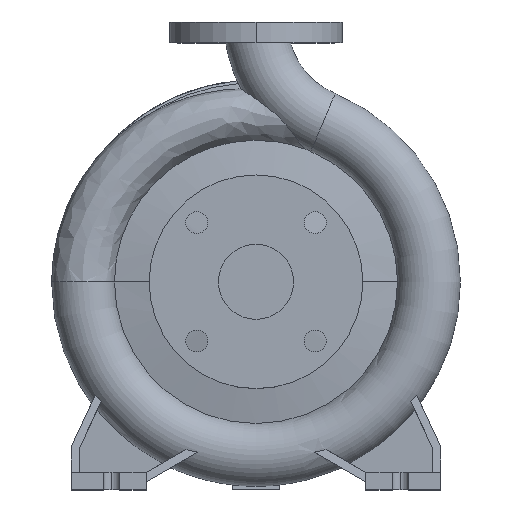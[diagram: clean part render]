
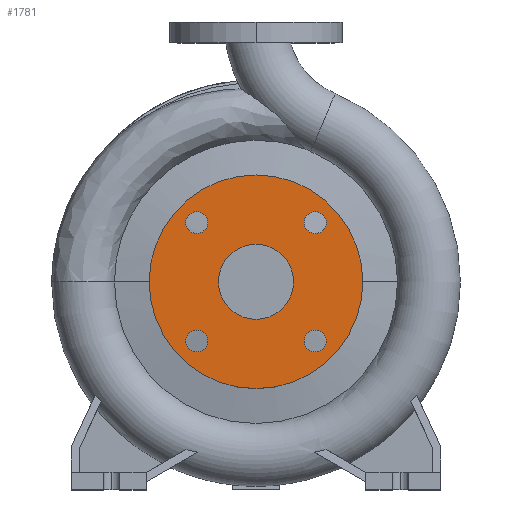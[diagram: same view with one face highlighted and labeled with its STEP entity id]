
A CAD part, top view. The second image highlights one B-rep face of the part: STEP entity #1781.
In plain terms, the highlighted planar face has unit normal (0, 0, 1).
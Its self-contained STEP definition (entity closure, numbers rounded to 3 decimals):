
#14 = CIRCLE ( 'NONE', #1588, 9.5 ) ;
#30 = CARTESIAN_POINT ( 'NONE',  ( 51.265, 51.265, 100. ) ) ;
#320 = VERTEX_POINT ( 'NONE', #10674 ) ;
#369 = DIRECTION ( 'NONE',  ( 1., 0., 0. ) ) ;
#477 = DIRECTION ( 'NONE',  ( 1., 0., 0. ) ) ;
#739 = DIRECTION ( 'NONE',  ( 1., 0., 0. ) ) ;
#1012 = AXIS2_PLACEMENT_3D ( 'NONE', #3772, #4900, #369 ) ;
#1096 = CARTESIAN_POINT ( 'NONE',  ( 0., 0., 100. ) ) ;
#1151 = FACE_BOUND ( 'NONE', #10125, .T. ) ;
#1214 = ORIENTED_EDGE ( 'NONE', *, *, #13471, .F. ) ;
#1418 = DIRECTION ( 'NONE',  ( 1., 0., 0. ) ) ;
#1588 = AXIS2_PLACEMENT_3D ( 'NONE', #1872, #3084, #739 ) ;
#1754 = VERTEX_POINT ( 'NONE', #12435 ) ;
#1781 = ADVANCED_FACE ( 'NONE', ( #8396, #6278, #10917, #9526, #13831, #1151 ), #13100, .F. ) ;
#1811 = CARTESIAN_POINT ( 'NONE',  ( 92.5, 0., 100. ) ) ;
#1833 = CIRCLE ( 'NONE', #7933, 92.5 ) ;
#1872 = CARTESIAN_POINT ( 'NONE',  ( -51.265, -51.265, 100. ) ) ;
#1916 = CIRCLE ( 'NONE', #3736, 9.5 ) ;
#2118 = VERTEX_POINT ( 'NONE', #4062 ) ;
#2300 = EDGE_CURVE ( 'NONE', #6967, #4001, #11850, .T. ) ;
#2319 = AXIS2_PLACEMENT_3D ( 'NONE', #9105, #13488, #5795 ) ;
#2588 = CIRCLE ( 'NONE', #10714, 9.5 ) ;
#2776 = AXIS2_PLACEMENT_3D ( 'NONE', #30, #11921, #4226 ) ;
#3019 = CARTESIAN_POINT ( 'NONE',  ( -60.765, -51.265, 100. ) ) ;
#3084 = DIRECTION ( 'NONE',  ( 0., 0., 1. ) ) ;
#3499 = CARTESIAN_POINT ( 'NONE',  ( 0., 92.5, 100. ) ) ;
#3733 = DIRECTION ( 'NONE',  ( 1., 0., 0. ) ) ;
#3736 = AXIS2_PLACEMENT_3D ( 'NONE', #8235, #12549, #7172 ) ;
#3762 = ORIENTED_EDGE ( 'NONE', *, *, #12682, .T. ) ;
#3772 = CARTESIAN_POINT ( 'NONE',  ( 0., 0., 100. ) ) ;
#3775 = AXIS2_PLACEMENT_3D ( 'NONE', #11106, #6869, #1418 ) ;
#3805 = CARTESIAN_POINT ( 'NONE',  ( 51.265, -51.265, 100. ) ) ;
#4001 = VERTEX_POINT ( 'NONE', #10321 ) ;
#4047 = EDGE_LOOP ( 'NONE', ( #11111, #1214 ) ) ;
#4054 = CARTESIAN_POINT ( 'NONE',  ( 0., 0., 100. ) ) ;
#4062 = CARTESIAN_POINT ( 'NONE',  ( 41.765, 51.265, 100. ) ) ;
#4226 = DIRECTION ( 'NONE',  ( 1., 0., 0. ) ) ;
#4262 = VERTEX_POINT ( 'NONE', #3019 ) ;
#4271 = CARTESIAN_POINT ( 'NONE',  ( -60.765, 51.265, 100. ) ) ;
#4288 = VERTEX_POINT ( 'NONE', #1811 ) ;
#4376 = EDGE_CURVE ( 'NONE', #2118, #8220, #9089, .T. ) ;
#4614 = AXIS2_PLACEMENT_3D ( 'NONE', #3499, #13042, #7728 ) ;
#4735 = CARTESIAN_POINT ( 'NONE',  ( 0., 0., 100. ) ) ;
#4900 = DIRECTION ( 'NONE',  ( 0., 0., 1. ) ) ;
#5081 = DIRECTION ( 'NONE',  ( 1., 0., 0. ) ) ;
#5251 = AXIS2_PLACEMENT_3D ( 'NONE', #13843, #9610, #10534 ) ;
#5417 = DIRECTION ( 'NONE',  ( 1., 0., 0. ) ) ;
#5454 = EDGE_CURVE ( 'NONE', #1754, #9396, #10462, .T. ) ;
#5795 = DIRECTION ( 'NONE',  ( 1., 0., 0. ) ) ;
#5981 = AXIS2_PLACEMENT_3D ( 'NONE', #4735, #10097, #477 ) ;
#6061 = CARTESIAN_POINT ( 'NONE',  ( -41.765, 51.265, 100. ) ) ;
#6101 = VERTEX_POINT ( 'NONE', #4271 ) ;
#6130 = DIRECTION ( 'NONE',  ( 0., 0., 1. ) ) ;
#6278 = FACE_BOUND ( 'NONE', #10271, .T. ) ;
#6869 = DIRECTION ( 'NONE',  ( 0., 0., 1. ) ) ;
#6967 = VERTEX_POINT ( 'NONE', #11078 ) ;
#7039 = CARTESIAN_POINT ( 'NONE',  ( -92.5, 0., 100. ) ) ;
#7125 = EDGE_CURVE ( 'NONE', #9396, #1754, #1916, .T. ) ;
#7137 = ORIENTED_EDGE ( 'NONE', *, *, #8069, .F. ) ;
#7172 = DIRECTION ( 'NONE',  ( 1., 0., 0. ) ) ;
#7416 = ORIENTED_EDGE ( 'NONE', *, *, #2300, .F. ) ;
#7461 = CARTESIAN_POINT ( 'NONE',  ( 60.765, 51.265, 100. ) ) ;
#7609 = CARTESIAN_POINT ( 'NONE',  ( 60.765, -51.265, 100. ) ) ;
#7728 = DIRECTION ( 'NONE',  ( -1., 0., 0. ) ) ;
#7933 = AXIS2_PLACEMENT_3D ( 'NONE', #4054, #11538, #9420 ) ;
#7961 = DIRECTION ( 'NONE',  ( 0., 0., 1. ) ) ;
#8013 = EDGE_CURVE ( 'NONE', #4001, #6967, #13861, .T. ) ;
#8069 = EDGE_CURVE ( 'NONE', #8220, #2118, #2588, .T. ) ;
#8220 = VERTEX_POINT ( 'NONE', #7461 ) ;
#8235 = CARTESIAN_POINT ( 'NONE',  ( 51.265, -51.265, 100. ) ) ;
#8396 = FACE_BOUND ( 'NONE', #11276, .T. ) ;
#8407 = CIRCLE ( 'NONE', #2319, 9.5 ) ;
#8466 = CARTESIAN_POINT ( 'NONE',  ( 51.265, 51.265, 100. ) ) ;
#8939 = EDGE_LOOP ( 'NONE', ( #13232, #7416 ) ) ;
#8956 = EDGE_LOOP ( 'NONE', ( #3762, #13815 ) ) ;
#9085 = CIRCLE ( 'NONE', #12687, 92.5 ) ;
#9089 = CIRCLE ( 'NONE', #2776, 9.5 ) ;
#9105 = CARTESIAN_POINT ( 'NONE',  ( -51.265, 51.265, 100. ) ) ;
#9396 = VERTEX_POINT ( 'NONE', #7609 ) ;
#9420 = DIRECTION ( 'NONE',  ( 1., 0., 0. ) ) ;
#9526 = FACE_OUTER_BOUND ( 'NONE', #8956, .T. ) ;
#9592 = DIRECTION ( 'NONE',  ( 0., 0., 1. ) ) ;
#9610 = DIRECTION ( 'NONE',  ( 0., 0., 1. ) ) ;
#9850 = CIRCLE ( 'NONE', #3775, 9.5 ) ;
#10097 = DIRECTION ( 'NONE',  ( 0., 0., 1. ) ) ;
#10125 = EDGE_LOOP ( 'NONE', ( #12021, #13351 ) ) ;
#10271 = EDGE_LOOP ( 'NONE', ( #7137, #12720 ) ) ;
#10321 = CARTESIAN_POINT ( 'NONE',  ( 32.5, 0., 100. ) ) ;
#10340 = EDGE_CURVE ( 'NONE', #12508, #6101, #9850, .T. ) ;
#10462 = CIRCLE ( 'NONE', #12273, 9.5 ) ;
#10534 = DIRECTION ( 'NONE',  ( 1., 0., 0. ) ) ;
#10674 = CARTESIAN_POINT ( 'NONE',  ( -41.765, -51.265, 100. ) ) ;
#10714 = AXIS2_PLACEMENT_3D ( 'NONE', #8466, #6130, #5081 ) ;
#10843 = VERTEX_POINT ( 'NONE', #7039 ) ;
#10917 = FACE_BOUND ( 'NONE', #8939, .T. ) ;
#10919 = ORIENTED_EDGE ( 'NONE', *, *, #7125, .F. ) ;
#10947 = EDGE_CURVE ( 'NONE', #4262, #320, #14, .T. ) ;
#11078 = CARTESIAN_POINT ( 'NONE',  ( -32.5, 0., 100. ) ) ;
#11106 = CARTESIAN_POINT ( 'NONE',  ( -51.265, 51.265, 100. ) ) ;
#11111 = ORIENTED_EDGE ( 'NONE', *, *, #10340, .F. ) ;
#11276 = EDGE_LOOP ( 'NONE', ( #10919, #12754 ) ) ;
#11538 = DIRECTION ( 'NONE',  ( 0., 0., 1. ) ) ;
#11731 = EDGE_CURVE ( 'NONE', #10843, #4288, #1833, .T. ) ;
#11850 = CIRCLE ( 'NONE', #1012, 32.5 ) ;
#11921 = DIRECTION ( 'NONE',  ( 0., 0., 1. ) ) ;
#12021 = ORIENTED_EDGE ( 'NONE', *, *, #13198, .F. ) ;
#12273 = AXIS2_PLACEMENT_3D ( 'NONE', #3805, #7961, #3733 ) ;
#12435 = CARTESIAN_POINT ( 'NONE',  ( 41.765, -51.265, 100. ) ) ;
#12508 = VERTEX_POINT ( 'NONE', #6061 ) ;
#12549 = DIRECTION ( 'NONE',  ( 0., 0., 1. ) ) ;
#12682 = EDGE_CURVE ( 'NONE', #4288, #10843, #9085, .T. ) ;
#12687 = AXIS2_PLACEMENT_3D ( 'NONE', #1096, #9592, #5417 ) ;
#12707 = CIRCLE ( 'NONE', #5251, 9.5 ) ;
#12720 = ORIENTED_EDGE ( 'NONE', *, *, #4376, .F. ) ;
#12754 = ORIENTED_EDGE ( 'NONE', *, *, #5454, .F. ) ;
#13042 = DIRECTION ( 'NONE',  ( 0., 0., -1. ) ) ;
#13100 = PLANE ( 'NONE',  #4614 ) ;
#13198 = EDGE_CURVE ( 'NONE', #320, #4262, #12707, .T. ) ;
#13232 = ORIENTED_EDGE ( 'NONE', *, *, #8013, .F. ) ;
#13351 = ORIENTED_EDGE ( 'NONE', *, *, #10947, .F. ) ;
#13471 = EDGE_CURVE ( 'NONE', #6101, #12508, #8407, .T. ) ;
#13488 = DIRECTION ( 'NONE',  ( 0., 0., 1. ) ) ;
#13815 = ORIENTED_EDGE ( 'NONE', *, *, #11731, .T. ) ;
#13831 = FACE_BOUND ( 'NONE', #4047, .T. ) ;
#13843 = CARTESIAN_POINT ( 'NONE',  ( -51.265, -51.265, 100. ) ) ;
#13861 = CIRCLE ( 'NONE', #5981, 32.5 ) ;
